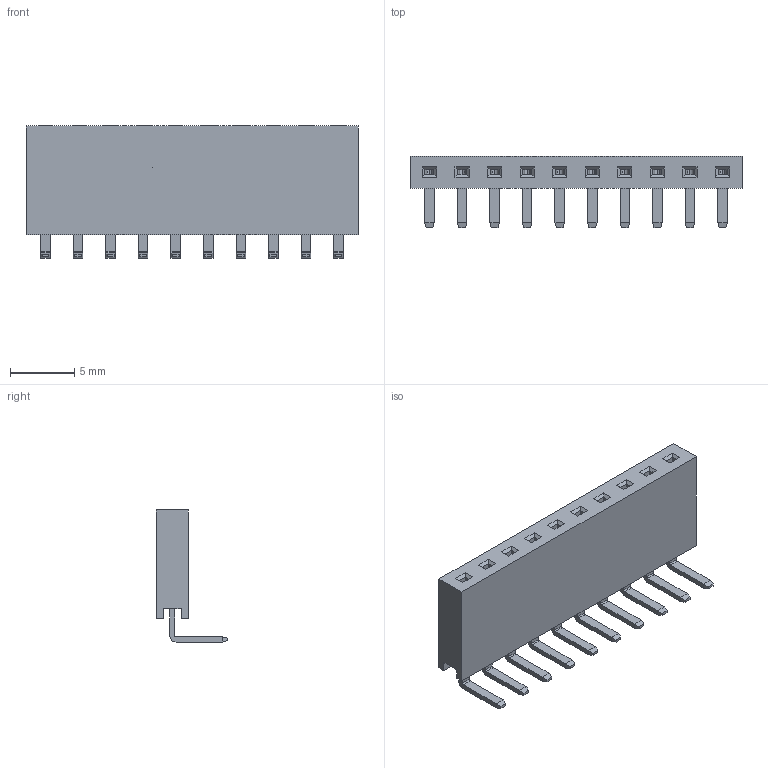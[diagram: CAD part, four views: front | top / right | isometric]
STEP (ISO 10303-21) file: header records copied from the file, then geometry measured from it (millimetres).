
FILE_DESCRIPTION( ( 'Unknown' ), '1' );
FILE_NAME( '613010143121.stp', 'Unknown', ( 'Unknown' ), ( 'Unknown' ), 'PSStep 14.0', 'Unknown', ' ' );
FILE_SCHEMA( ( 'AUTOMOTIVE_DESIGN { 1 0 10303 214 1 1 1 1 }' ) );
Length unit declared in the file: millimetre
Products named in the file (3): Assem1; 6130xx143121_PIN; 61301011821
Assembly tree (11 placements, depth 2):
  Assem1
    6130xx143121_PIN  x10
    61301011821
Bounding box: 25.9 x 5.59 x 10.3 mm (x, y, z)
Volume: 509.1 mm3; surface area: 1386.5 mm2
Topology: 11 solids, 11 shells, 440 faces, 1174 edges, 756 vertices
Faces by surface type: plane 380, cylinder 40, extrusion 20
Entity records: 6313 total; most frequent: CARTESIAN_POINT 900, ORIENTED_EDGE 854, DIRECTION 775, EDGE_CURVE 427, VECTOR 417, LINE 415, VERTEX_POINT 270, EDGE_LOOP 181
